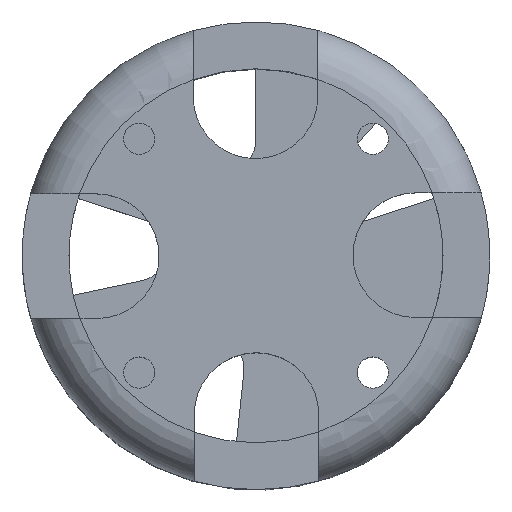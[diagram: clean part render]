
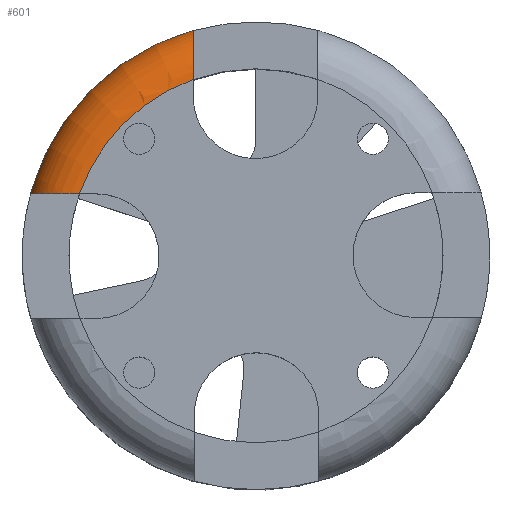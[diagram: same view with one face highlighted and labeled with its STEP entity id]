
A CAD part, top view. The second image highlights one B-rep face of the part: STEP entity #601.
In plain terms, the highlighted toroidal (fillet/blend) face has major radius 3.6 mm and minor radius 0.9 mm.
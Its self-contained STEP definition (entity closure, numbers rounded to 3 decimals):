
#11 = CARTESIAN_POINT ( 'NONE',  ( -1.21, 3.634, 13.601 ) ) ;
#24 = CARTESIAN_POINT ( 'NONE',  ( -1.21, 3.963, 13.45 ) ) ;
#75 = VERTEX_POINT ( 'NONE', #938 ) ;
#184 = CARTESIAN_POINT ( 'NONE',  ( -3.968, 1.19, 13.45 ) ) ;
#205 = CARTESIAN_POINT ( 'NONE',  ( -1.21, 4.334, 12.723 ) ) ;
#212 = FACE_OUTER_BOUND ( 'NONE', #1600, .T. ) ;
#239 = CIRCLE ( 'NONE', #2077, 3.6 ) ;
#278 = EDGE_CURVE ( 'NONE', #75, #923, #2199, .T. ) ;
#297 = DIRECTION ( 'NONE',  ( 0., 0., -1. ) ) ;
#314 = ORIENTED_EDGE ( 'NONE', *, *, #2241, .F. ) ;
#349 = CARTESIAN_POINT ( 'NONE',  ( -3.519, 1.19, 13.623 ) ) ;
#414 = CARTESIAN_POINT ( 'NONE',  ( 0., 0., 12.723 ) ) ;
#428 = DIRECTION ( 'NONE',  ( 0., 0., 1. ) ) ;
#601 = ADVANCED_FACE ( 'NONE', ( #212 ), #905, .T. ) ;
#608 = CARTESIAN_POINT ( 'NONE',  ( -4.233, 1.19, 13.203 ) ) ;
#623 = CARTESIAN_POINT ( 'NONE',  ( -1.21, 3.858, 13.515 ) ) ;
#634 = ORIENTED_EDGE ( 'NONE', *, *, #278, .F. ) ;
#763 = CARTESIAN_POINT ( 'NONE',  ( -1.21, 3.391, 13.623 ) ) ;
#822 = CARTESIAN_POINT ( 'NONE',  ( -3.865, 1.19, 13.515 ) ) ;
#905 = TOROIDAL_SURFACE ( 'NONE', #2335, 3.6, 0.9 ) ;
#923 = VERTEX_POINT ( 'NONE', #2423 ) ;
#938 = CARTESIAN_POINT ( 'NONE',  ( -3.397, 1.19, 13.623 ) ) ;
#1019 = CARTESIAN_POINT ( 'NONE',  ( -4.34, 1.19, 12.723 ) ) ;
#1088 = CARTESIAN_POINT ( 'NONE',  ( -1.21, 4.334, 12.723 ) ) ;
#1251 = CIRCLE ( 'NONE', #2337, 4.5 ) ;
#1373 = EDGE_CURVE ( 'NONE', #923, #2204, #1251, .T. ) ;
#1441 = CARTESIAN_POINT ( 'NONE',  ( -1.21, 4.211, 13.185 ) ) ;
#1456 = DIRECTION ( 'NONE',  ( 1., 0., 0. ) ) ;
#1484 = CARTESIAN_POINT ( 'NONE',  ( -1.21, 3.512, 13.623 ) ) ;
#1541 = VERTEX_POINT ( 'NONE', #763 ) ;
#1600 = EDGE_LOOP ( 'NONE', ( #1767, #2392, #634, #314 ) ) ;
#1609 = CARTESIAN_POINT ( 'NONE',  ( -4.34, 1.19, 12.967 ) ) ;
#1645 = B_SPLINE_CURVE_WITH_KNOTS ( 'NONE', 3,
 ( #205, #2496, #2679, #1441, #1897, #24, #623, #11, #1484, #2312 ),
 .UNSPECIFIED., .F., .F.,
 ( 4, 2, 2, 2, 4 ),
 ( 0., 0., 0.001, 0.001, 0.001 ),
 .UNSPECIFIED. ) ;
#1749 = DIRECTION ( 'NONE',  ( 0., 0., 1. ) ) ;
#1754 = EDGE_CURVE ( 'NONE', #2204, #1541, #1645, .T. ) ;
#1767 = ORIENTED_EDGE ( 'NONE', *, *, #1754, .F. ) ;
#1779 = CARTESIAN_POINT ( 'NONE',  ( 0., 0., 12.723 ) ) ;
#1897 = CARTESIAN_POINT ( 'NONE',  ( -1.21, 4.139, 13.286 ) ) ;
#1970 = DIRECTION ( 'NONE',  ( 1., 0., 0. ) ) ;
#2077 = AXIS2_PLACEMENT_3D ( 'NONE', #2170, #1749, #1970 ) ;
#2170 = CARTESIAN_POINT ( 'NONE',  ( 0., 0., 13.623 ) ) ;
#2173 = DIRECTION ( 'NONE',  ( 1., 0., 0. ) ) ;
#2199 = B_SPLINE_CURVE_WITH_KNOTS ( 'NONE', 3,
 ( #2223, #349, #2483, #822, #184, #608, #1609, #1019 ),
 .UNSPECIFIED., .F., .F.,
 ( 4, 2, 2, 4 ),
 ( 0., 0., 0.001, 0.001 ),
 .UNSPECIFIED. ) ;
#2204 = VERTEX_POINT ( 'NONE', #1088 ) ;
#2223 = CARTESIAN_POINT ( 'NONE',  ( -3.397, 1.19, 13.623 ) ) ;
#2241 = EDGE_CURVE ( 'NONE', #1541, #75, #239, .T. ) ;
#2312 = CARTESIAN_POINT ( 'NONE',  ( -1.21, 3.391, 13.623 ) ) ;
#2335 = AXIS2_PLACEMENT_3D ( 'NONE', #414, #428, #1456 ) ;
#2337 = AXIS2_PLACEMENT_3D ( 'NONE', #1779, #297, #2173 ) ;
#2392 = ORIENTED_EDGE ( 'NONE', *, *, #1373, .F. ) ;
#2423 = CARTESIAN_POINT ( 'NONE',  ( -4.34, 1.19, 12.723 ) ) ;
#2483 = CARTESIAN_POINT ( 'NONE',  ( -3.638, 1.19, 13.601 ) ) ;
#2496 = CARTESIAN_POINT ( 'NONE',  ( -1.21, 4.334, 12.845 ) ) ;
#2679 = CARTESIAN_POINT ( 'NONE',  ( -1.21, 4.309, 12.965 ) ) ;
